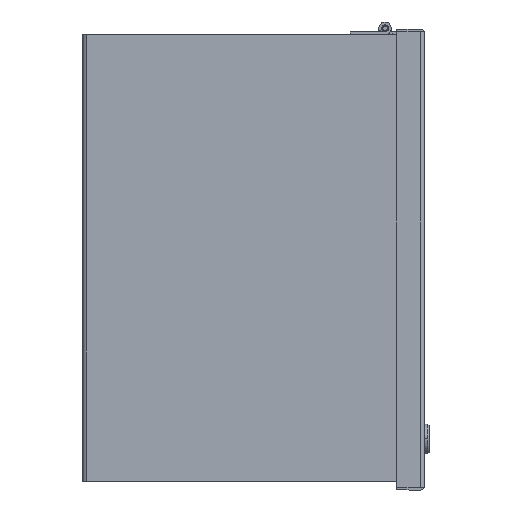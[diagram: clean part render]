
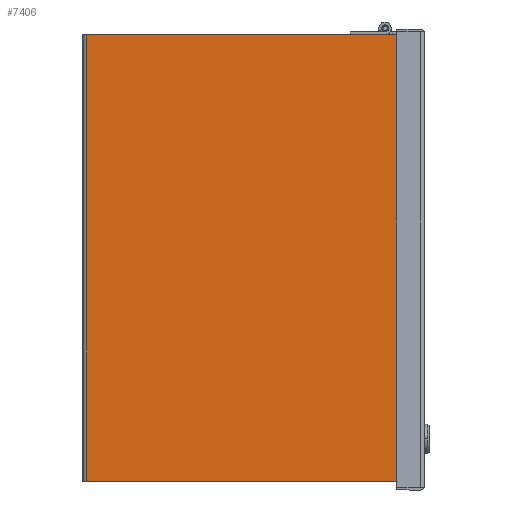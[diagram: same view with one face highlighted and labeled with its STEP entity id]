
A CAD part, front view. The second image highlights one B-rep face of the part: STEP entity #7406.
In plain terms, the highlighted face is planar.
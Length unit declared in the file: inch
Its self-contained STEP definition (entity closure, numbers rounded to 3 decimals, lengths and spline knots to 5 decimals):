
#504 = LINE ( 'NONE', #4454, #6627 ) ;
#907 = VECTOR ( 'NONE', #5442, 39.37008 ) ;
#1175 = CARTESIAN_POINT ( 'NONE',  ( -6., -8.892, -8. ) ) ;
#1858 = VERTEX_POINT ( 'NONE', #4624 ) ;
#3625 = VECTOR ( 'NONE', #20555, 39.37008 ) ;
#4454 = CARTESIAN_POINT ( 'NONE',  ( 6., -8.892, -8. ) ) ;
#4624 = CARTESIAN_POINT ( 'NONE',  ( 6., -8.892, -8. ) ) ;
#5442 = DIRECTION ( 'NONE',  ( 0., 1., 0. ) ) ;
#5925 = VERTEX_POINT ( 'NONE', #1175 ) ;
#6414 = LINE ( 'NONE', #17342, #907 ) ;
#6627 = VECTOR ( 'NONE', #12061, 39.37008 ) ;
#6978 = LINE ( 'NONE', #24254, #3625 ) ;
#7406 = ADVANCED_FACE ( 'NONE', ( #19749 ), #20028, .F. ) ;
#7904 = CARTESIAN_POINT ( 'NONE',  ( 6., -0.072, -8. ) ) ;
#8169 = ORIENTED_EDGE ( 'NONE', *, *, #16831, .T. ) ;
#8811 = ORIENTED_EDGE ( 'NONE', *, *, #25144, .F. ) ;
#8991 = LINE ( 'NONE', #7904, #14198 ) ;
#10455 = EDGE_CURVE ( 'NONE', #13729, #12501, #6978, .T. ) ;
#10658 = EDGE_LOOP ( 'NONE', ( #8811, #21119, #18316, #8169 ) ) ;
#11527 = DIRECTION ( 'NONE',  ( 0., -1., 0. ) ) ;
#12061 = DIRECTION ( 'NONE',  ( 1., 0., 0. ) ) ;
#12285 = CARTESIAN_POINT ( 'NONE',  ( -6., -0.108, -8. ) ) ;
#12501 = VERTEX_POINT ( 'NONE', #12285 ) ;
#13729 = VERTEX_POINT ( 'NONE', #24604 ) ;
#14198 = VECTOR ( 'NONE', #11527, 39.37008 ) ;
#16380 = CARTESIAN_POINT ( 'NONE',  ( 6., -0.0625, -8. ) ) ;
#16831 = EDGE_CURVE ( 'NONE', #13729, #1858, #8991, .T. ) ;
#17342 = CARTESIAN_POINT ( 'NONE',  ( -6., -0.072, -8. ) ) ;
#18316 = ORIENTED_EDGE ( 'NONE', *, *, #10455, .F. ) ;
#19222 = EDGE_CURVE ( 'NONE', #5925, #12501, #6414, .T. ) ;
#19749 = FACE_OUTER_BOUND ( 'NONE', #10658, .T. ) ;
#20028 = PLANE ( 'NONE',  #22831 ) ;
#20555 = DIRECTION ( 'NONE',  ( -1., 0., 0. ) ) ;
#21119 = ORIENTED_EDGE ( 'NONE', *, *, #19222, .T. ) ;
#22831 = AXIS2_PLACEMENT_3D ( 'NONE', #16380, #24060, #23895 ) ;
#23895 = DIRECTION ( 'NONE',  ( 0., -1., 0. ) ) ;
#24060 = DIRECTION ( 'NONE',  ( 0., 0., 1. ) ) ;
#24254 = CARTESIAN_POINT ( 'NONE',  ( 6., -0.108, -8. ) ) ;
#24604 = CARTESIAN_POINT ( 'NONE',  ( 6., -0.108, -8. ) ) ;
#25144 = EDGE_CURVE ( 'NONE', #5925, #1858, #504, .T. ) ;
